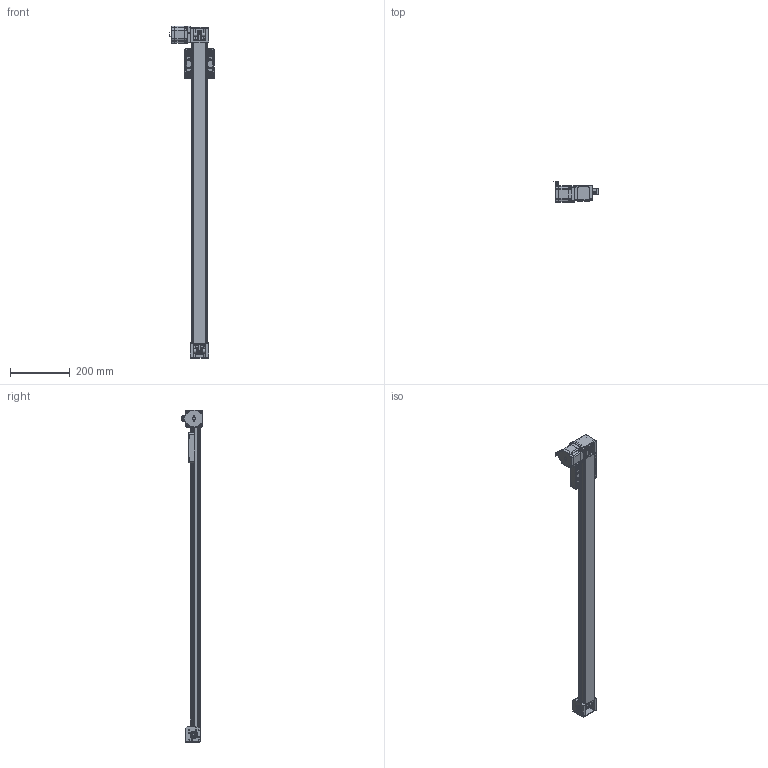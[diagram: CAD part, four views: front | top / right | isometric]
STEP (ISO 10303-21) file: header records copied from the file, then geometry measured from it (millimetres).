
FILE_DESCRIPTION (( 'STEP AP214' ), '1' );
FILE_NAME ('SIMO_B4C95FA7E6.step', '2022-08-25T19:53:01', ( '' ), ( '' ), 'SwSTEP 2.0', 'SolidWorks 2019', '' );
FILE_SCHEMA (( 'AUTOMOTIVE_DESIGN' ));
Length unit declared in the file: inch
Products named in the file (5): SIMO_B4C95FA7E6; QTDTkopuzR_CADModel_1; QTDTkopuzR_CADModel_0
Assembly tree (2 placements, depth 2):
  SIMO_B4C95FA7E6
    QTDTkopuzR_CADModel_1
    QTDTkopuzR_CADModel_0
  QTDTkopuzR_CADModel_0
  QTDTkopuzR_CADModel_1
Bounding box: 149.95 x 69.55 x 1108.03 mm (x, y, z)
Volume: 1182989.8 mm3; surface area: 618431.5 mm2
Topology: 89 solids, 89 shells, 3775 faces, 9602 edges, 6105 vertices
Faces by surface type: plane 1556, cylinder 1461, cone 404, torus 218, bspline 72, sphere 64
Entity records: 170649 total; most frequent: CARTESIAN_POINT 27223, DIRECTION 20153, ORIENTED_EDGE 19048, EDGE_CURVE 9524, AXIS2_PLACEMENT_3D 7541, VERTEX_POINT 6105, VECTOR 5071, LINE 5071
